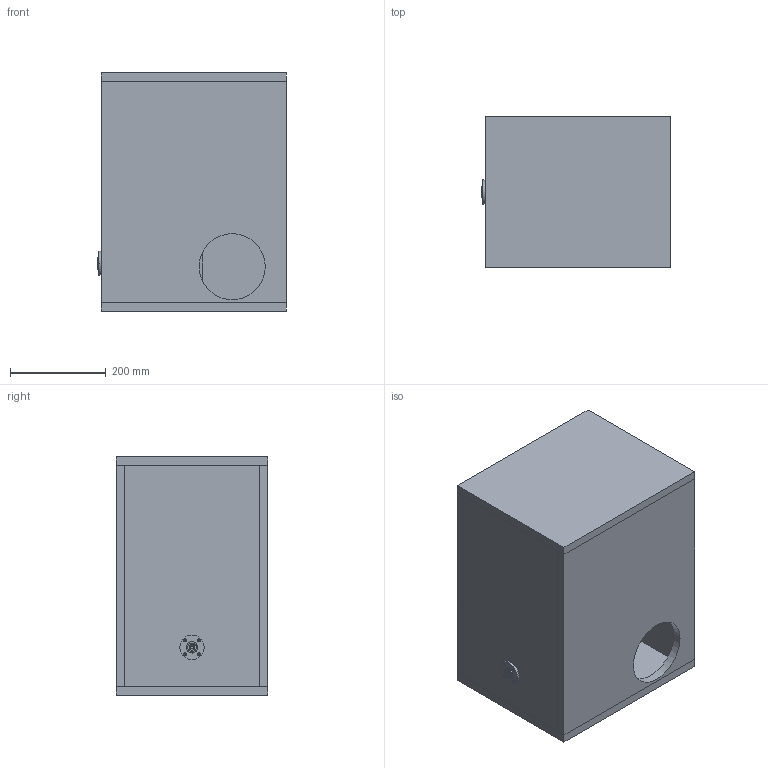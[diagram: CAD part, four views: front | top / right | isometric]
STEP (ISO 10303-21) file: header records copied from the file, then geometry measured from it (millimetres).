
FILE_DESCRIPTION(('Creo Elements/Direct Modeling STEP Export'),'2;1');
FILE_NAME('HiFi_PA10_2.stp','2017-07-17T 8:04:03',(''),(''),'PTC Creo Elements/Direct Modeling STEP processor for AP214 (Solid Model)','PTC Creo Elements/Direct Modeling 19.0A 04-Oct-2014 (C) Parametric Technology GmbH','');
FILE_SCHEMA(('AUTOMOTIVE_DESIGN { 1 0 10303 214 1 1 1 1 }'));
Length unit declared in the file: millimetre
Products named in the file (14): left; inner.2; right; front; top.1; back; stuetze.1; inner.1; stuetze; stuetze.5; inner.7; D-NL4MPR; 3D_File_NL4MPR.stp; HiFi-PA_10_2
Assembly tree (16 placements, depth 3):
  HiFi-PA_10_2
    3D_File_NL4MPR.stp
      D-NL4MPR
    inner.7  x2
    inner.2  x2
    stuetze.5
    top.1  x2
    stuetze
    inner.1
    stuetze.1
    back
    front
    right
    left
Bounding box: 394 x 316 x 498 mm (x, y, z)
Volume: 15484714.4 mm3; surface area: 2015757.5 mm2
Topology: 15 solids, 15 shells, 199 faces, 466 edges, 308 vertices
Faces by surface type: plane 149, cylinder 42, cone 8
Entity records: 5472 total; most frequent: CARTESIAN_POINT 874, ORIENTED_EDGE 860, DIRECTION 842, EDGE_CURVE 430, VECTOR 338, LINE 338, VERTEX_POINT 284, AXIS2_PLACEMENT_3D 252
